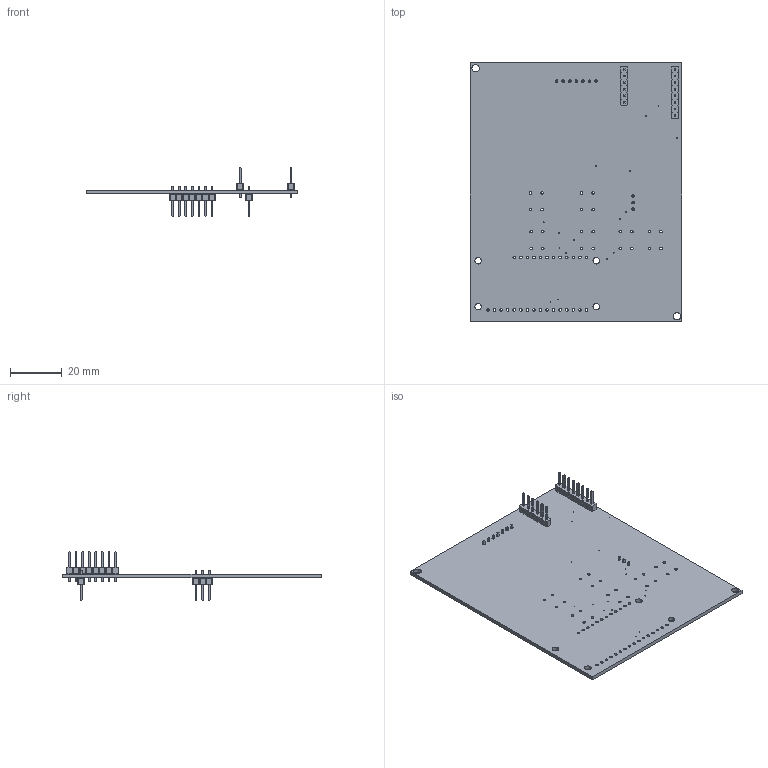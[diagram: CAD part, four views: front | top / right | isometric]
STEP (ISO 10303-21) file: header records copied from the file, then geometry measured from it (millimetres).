
FILE_DESCRIPTION(('KiCad electronic assembly'),'2;1');
FILE_NAME('Downloads.step','2025-07-31T17:29:15',('Pcbnew'),('Kicad'), 'Open CASCADE STEP processor 7.8','KiCad to STEP converter','Unknown' );
FILE_SCHEMA(('AUTOMOTIVE_DESIGN { 1 0 10303 214 1 1 1 1 }'));
Length unit declared in the file: millimetre
Products named in the file (6): Downloads 1; PinHeader_1x06_P2.54mm_Vertical; PinHeader_1x08_P2.54mm_Vertical; PinHeader_1x07_P2.54mm_Vertical; PinHeader_1x03_P2.54mm_Vertical; audioplayer_PCB
Assembly tree (5 placements, depth 2):
  Downloads 1
    PinHeader_1x06_P2.54mm_Vertical
    PinHeader_1x08_P2.54mm_Vertical
    PinHeader_1x07_P2.54mm_Vertical
    PinHeader_1x03_P2.54mm_Vertical
    audioplayer_PCB
Bounding box: 81.75 x 100 x 18.76 mm (x, y, z)
Volume: 12675.4 mm3; surface area: 18388.2 mm2
Topology: 5 solids, 5 shells, 696 faces, 1722 edges, 1084 vertices
Faces by surface type: plane 598, cylinder 98
Full cylindrical faces by diameter (mm): 0.3 x16, 0.99 x24, 1 x52, 2.54 x4, 2.828 x2
Entity records: 24749 total; most frequent: CARTESIAN_POINT 3508, ORIENTED_EDGE 3444, DIRECTION 3322, EDGE_CURVE 1722, LINE 1526, VECTOR 1526, VERTEX_POINT 1084, FACE_BOUND 940
